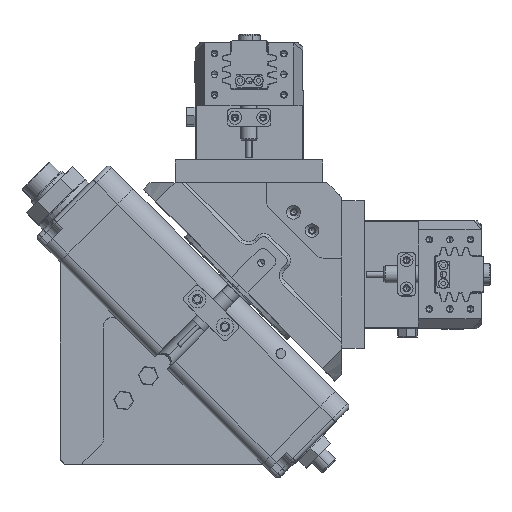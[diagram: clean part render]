
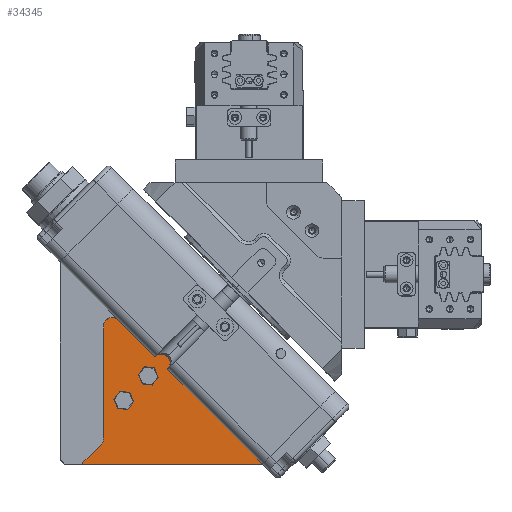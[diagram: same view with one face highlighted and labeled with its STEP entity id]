
A CAD part, top view. The second image highlights one B-rep face of the part: STEP entity #34345.
In plain terms, the highlighted planar face has unit normal (0, 0, 1).
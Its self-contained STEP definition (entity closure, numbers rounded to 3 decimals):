
#84 = EDGE_LOOP ( 'NONE', ( #1760, #26151, #65928, #29584, #80149, #34169, #77073, #70833, #5600, #28302, #38952, #58659, #77069, #49475 ) ) ;
#1132 = CARTESIAN_POINT ( 'NONE',  ( 97.14, -85.66, 207.7 ) ) ;
#1760 = ORIENTED_EDGE ( 'NONE', *, *, #3716, .F. ) ;
#2587 = VERTEX_POINT ( 'NONE', #67289 ) ;
#3143 = VERTEX_POINT ( 'NONE', #57836 ) ;
#3716 = EDGE_CURVE ( 'NONE', #76165, #47711, #8396, .T. ) ;
#4579 = VERTEX_POINT ( 'NONE', #81963 ) ;
#5253 = CARTESIAN_POINT ( 'NONE',  ( 30.63, -19.15, 207.7 ) ) ;
#5600 = ORIENTED_EDGE ( 'NONE', *, *, #70666, .F. ) ;
#6633 = LINE ( 'NONE', #45203, #30997 ) ;
#7072 = CARTESIAN_POINT ( 'NONE',  ( 50.471, -38.99, 207.7 ) ) ;
#7728 = CARTESIAN_POINT ( 'NONE',  ( 53.506, -42.026, 207.7 ) ) ;
#8396 = LINE ( 'NONE', #44955, #67166 ) ;
#8905 = AXIS2_PLACEMENT_3D ( 'NONE', #33557, #81347, #88217 ) ;
#9195 = VECTOR ( 'NONE', #31027, 1000. ) ;
#10156 = EDGE_CURVE ( 'NONE', #25204, #34351, #35808, .T. ) ;
#11727 = CARTESIAN_POINT ( 'NONE',  ( 47.435, -35.955, 207.7 ) ) ;
#12631 = DIRECTION ( 'NONE',  ( 0., 0., -1. ) ) ;
#18000 = VECTOR ( 'NONE', #80363, 1000. ) ;
#19025 = EDGE_CURVE ( 'NONE', #73450, #69147, #6633, .T. ) ;
#20112 = VECTOR ( 'NONE', #68727, 1000. ) ;
#20727 = DIRECTION ( 'NONE',  ( 0.707, -0.707, 0. ) ) ;
#21935 = CIRCLE ( 'NONE', #27213, 4. ) ;
#21946 = VERTEX_POINT ( 'NONE', #44865 ) ;
#22966 = CARTESIAN_POINT ( 'NONE',  ( 22.337, -77.124, 207.7 ) ) ;
#23648 = VERTEX_POINT ( 'NONE', #1132 ) ;
#25204 = VERTEX_POINT ( 'NONE', #54610 ) ;
#26151 = ORIENTED_EDGE ( 'NONE', *, *, #73417, .F. ) ;
#26669 = DIRECTION ( 'NONE',  ( 0., 0., -1. ) ) ;
#27158 = CARTESIAN_POINT ( 'NONE',  ( 53.496, -41.683, 207.7 ) ) ;
#27213 = AXIS2_PLACEMENT_3D ( 'NONE', #58725, #31823, #38955 ) ;
#28302 = ORIENTED_EDGE ( 'NONE', *, *, #68555, .F. ) ;
#28936 = DIRECTION ( 'NONE',  ( -1., 0., 0. ) ) ;
#29584 = ORIENTED_EDGE ( 'NONE', *, *, #45039, .T. ) ;
#29864 = CIRCLE ( 'NONE', #56263, 4. ) ;
#30997 = VECTOR ( 'NONE', #20727, 1000. ) ;
#31027 = DIRECTION ( 'NONE',  ( 0., -1., 0. ) ) ;
#31823 = DIRECTION ( 'NONE',  ( 0., 0., 1. ) ) ;
#32582 = CARTESIAN_POINT ( 'NONE',  ( 12.935, -19.06, 207.7 ) ) ;
#33557 = CARTESIAN_POINT ( 'NONE',  ( 50.471, -38.99, 207.7 ) ) ;
#34169 = ORIENTED_EDGE ( 'NONE', *, *, #81735, .T. ) ;
#34345 = ADVANCED_FACE ( 'NONE', ( #51550 ), #34391, .F. ) ;
#34351 = VERTEX_POINT ( 'NONE', #53851 ) ;
#34391 = PLANE ( 'NONE',  #45723 ) ;
#35222 = VERTEX_POINT ( 'NONE', #43823 ) ;
#35808 = LINE ( 'NONE', #72004, #9195 ) ;
#36449 = DIRECTION ( 'NONE',  ( 0.707, -0.707, 0. ) ) ;
#38952 = ORIENTED_EDGE ( 'NONE', *, *, #57085, .F. ) ;
#38955 = DIRECTION ( 'NONE',  ( -0.707, 0.707, 0. ) ) ;
#39037 = DIRECTION ( 'NONE',  ( 0., 0., 1. ) ) ;
#40386 = DIRECTION ( 'NONE',  ( -0.707, 0.707, 0. ) ) ;
#40927 = DIRECTION ( 'NONE',  ( -0.707, -0.707, 0. ) ) ;
#41291 = LINE ( 'NONE', #69353, #52004 ) ;
#41371 = CIRCLE ( 'NONE', #68598, 5. ) ;
#42112 = CARTESIAN_POINT ( 'NONE',  ( 25.592, -18.644, 207.7 ) ) ;
#42679 = DIRECTION ( 'NONE',  ( 1., -0.029, 0. ) ) ;
#43823 = CARTESIAN_POINT ( 'NONE',  ( 13.802, -85.66, 207.7 ) ) ;
#43971 = LINE ( 'NONE', #83866, #60026 ) ;
#44865 = CARTESIAN_POINT ( 'NONE',  ( 47.778, -35.965, 207.7 ) ) ;
#44955 = CARTESIAN_POINT ( 'NONE',  ( 25.592, -38.99, 207.7 ) ) ;
#45035 = CARTESIAN_POINT ( 'NONE',  ( 27.802, -21.978, 207.7 ) ) ;
#45039 = EDGE_CURVE ( 'NONE', #4579, #25204, #29864, .T. ) ;
#45203 = CARTESIAN_POINT ( 'NONE',  ( 30.63, -19.15, 207.7 ) ) ;
#45723 = AXIS2_PLACEMENT_3D ( 'NONE', #7072, #26669, #40386 ) ;
#46492 = LINE ( 'NONE', #71718, #73291 ) ;
#46856 = DIRECTION ( 'NONE',  ( -0.707, 0.707, 0. ) ) ;
#47467 = CARTESIAN_POINT ( 'NONE',  ( 18.802, -73.588, 207.7 ) ) ;
#47711 = VERTEX_POINT ( 'NONE', #42112 ) ;
#48916 = VERTEX_POINT ( 'NONE', #7728 ) ;
#49475 = ORIENTED_EDGE ( 'NONE', *, *, #69913, .T. ) ;
#50567 = DIRECTION ( 'NONE',  ( 0., 0., 1. ) ) ;
#51538 = DIRECTION ( 'NONE',  ( 0., 1., 0. ) ) ;
#51550 = FACE_OUTER_BOUND ( 'NONE', #84, .T. ) ;
#52004 = VECTOR ( 'NONE', #42679, 1000. ) ;
#53273 = LINE ( 'NONE', #32582, #18000 ) ;
#53851 = CARTESIAN_POINT ( 'NONE',  ( 23.802, -73.588, 207.7 ) ) ;
#54610 = CARTESIAN_POINT ( 'NONE',  ( 23.802, -21.978, 207.7 ) ) ;
#54832 = CARTESIAN_POINT ( 'NONE',  ( 25.592, -19.06, 207.7 ) ) ;
#56263 = AXIS2_PLACEMENT_3D ( 'NONE', #45035, #39037, #86828 ) ;
#56522 = VECTOR ( 'NONE', #40927, 1000. ) ;
#57085 = EDGE_CURVE ( 'NONE', #21946, #3143, #87377, .T. ) ;
#57836 = CARTESIAN_POINT ( 'NONE',  ( 53.496, -41.683, 207.7 ) ) ;
#58659 = ORIENTED_EDGE ( 'NONE', *, *, #73679, .F. ) ;
#58725 = CARTESIAN_POINT ( 'NONE',  ( 27.802, -21.978, 207.7 ) ) ;
#60026 = VECTOR ( 'NONE', #28936, 1000. ) ;
#61360 = EDGE_CURVE ( 'NONE', #23648, #35222, #43971, .T. ) ;
#64551 = EDGE_CURVE ( 'NONE', #75934, #35222, #69430, .T. ) ;
#65928 = ORIENTED_EDGE ( 'NONE', *, *, #71265, .T. ) ;
#67166 = VECTOR ( 'NONE', #51538, 1000. ) ;
#67247 = LINE ( 'NONE', #27158, #20112 ) ;
#67289 = CARTESIAN_POINT ( 'NONE',  ( 25.067, -19.06, 207.7 ) ) ;
#68555 = EDGE_CURVE ( 'NONE', #3143, #48916, #67247, .T. ) ;
#68598 = AXIS2_PLACEMENT_3D ( 'NONE', #47467, #12631, #46856 ) ;
#68727 = DIRECTION ( 'NONE',  ( 0.029, -1., 0. ) ) ;
#69147 = VERTEX_POINT ( 'NONE', #11727 ) ;
#69353 = CARTESIAN_POINT ( 'NONE',  ( 47.435, -35.955, 207.7 ) ) ;
#69430 = LINE ( 'NONE', #75021, #56522 ) ;
#69913 = EDGE_CURVE ( 'NONE', #73450, #47711, #70246, .T. ) ;
#70246 = CIRCLE ( 'NONE', #76950, 4. ) ;
#70666 = EDGE_CURVE ( 'NONE', #48916, #23648, #46492, .T. ) ;
#70833 = ORIENTED_EDGE ( 'NONE', *, *, #61360, .F. ) ;
#71265 = EDGE_CURVE ( 'NONE', #2587, #4579, #21935, .T. ) ;
#71718 = CARTESIAN_POINT ( 'NONE',  ( 53.506, -42.026, 207.7 ) ) ;
#72004 = CARTESIAN_POINT ( 'NONE',  ( 23.802, -75.66, 207.7 ) ) ;
#73291 = VECTOR ( 'NONE', #36449, 1000. ) ;
#73417 = EDGE_CURVE ( 'NONE', #2587, #76165, #53273, .T. ) ;
#73450 = VERTEX_POINT ( 'NONE', #5253 ) ;
#73679 = EDGE_CURVE ( 'NONE', #69147, #21946, #41291, .T. ) ;
#75021 = CARTESIAN_POINT ( 'NONE',  ( 13.802, -85.66, 207.7 ) ) ;
#75934 = VERTEX_POINT ( 'NONE', #22966 ) ;
#76165 = VERTEX_POINT ( 'NONE', #54832 ) ;
#76950 = AXIS2_PLACEMENT_3D ( 'NONE', #77799, #50567, #77217 ) ;
#77069 = ORIENTED_EDGE ( 'NONE', *, *, #19025, .F. ) ;
#77073 = ORIENTED_EDGE ( 'NONE', *, *, #64551, .T. ) ;
#77217 = DIRECTION ( 'NONE',  ( -0.707, 0.707, 0. ) ) ;
#77799 = CARTESIAN_POINT ( 'NONE',  ( 27.802, -21.978, 207.7 ) ) ;
#80149 = ORIENTED_EDGE ( 'NONE', *, *, #10156, .T. ) ;
#80363 = DIRECTION ( 'NONE',  ( 1., 0., 0. ) ) ;
#81347 = DIRECTION ( 'NONE',  ( 0., 0., -1. ) ) ;
#81735 = EDGE_CURVE ( 'NONE', #34351, #75934, #41371, .T. ) ;
#81963 = CARTESIAN_POINT ( 'NONE',  ( 24.973, -19.15, 207.7 ) ) ;
#83866 = CARTESIAN_POINT ( 'NONE',  ( 97.14, -85.66, 207.7 ) ) ;
#86828 = DIRECTION ( 'NONE',  ( -0.707, 0.707, 0. ) ) ;
#87377 = CIRCLE ( 'NONE', #8905, 4.05 ) ;
#88217 = DIRECTION ( 'NONE',  ( -0.707, 0.707, 0. ) ) ;
